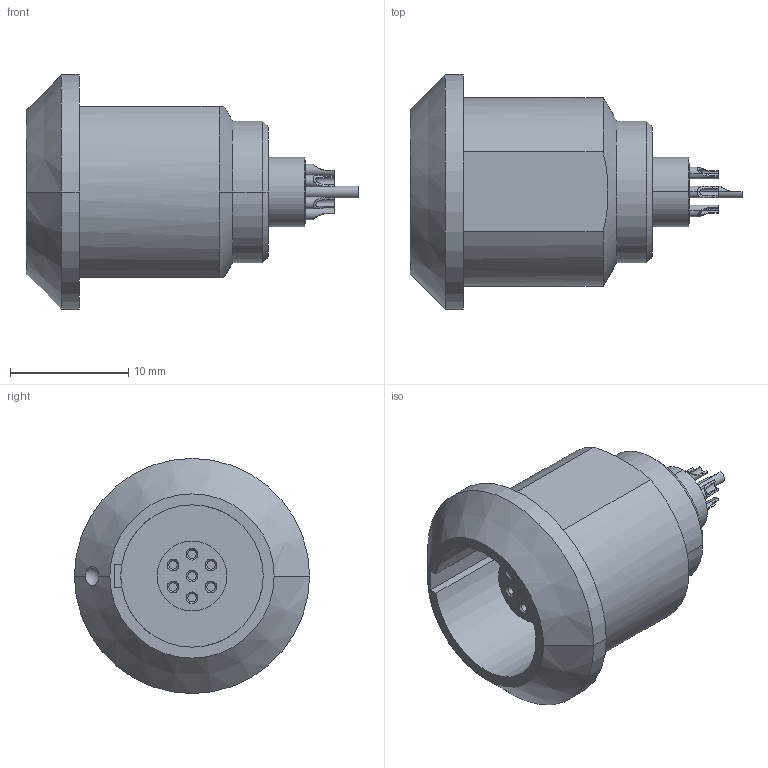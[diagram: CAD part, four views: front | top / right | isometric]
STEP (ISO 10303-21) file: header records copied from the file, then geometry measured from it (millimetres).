
FILE_DESCRIPTION((''),'2;1');
FILE_NAME('G11K0C-P07L','2013-01-22T',('rtrager'),(''),'PRO/ENGINEER BY PARAMETRIC TECHNOLOGY CORPORATION, 2010330','PRO/ENGINEER BY PARAMETRIC TECHNOLOGY CORPORATION, 2010330','');
FILE_SCHEMA(('CONFIG_CONTROL_DESIGN'));
Length unit declared in the file: millimetre
Products named in the file (1): G11K0C-P07L
Bounding box: 28.1 x 19.9 x 19.9 mm (x, y, z)
Volume: 2586.7 mm3; surface area: 2515.2 mm2
Topology: 1 solids, 1 shells, 142 faces, 341 edges, 218 vertices
Faces by surface type: cylinder 67, plane 40, cone 20, bspline 8, torus 6, sphere 1
Entity records: 4977 total; most frequent: CARTESIAN_POINT 1587, DIRECTION 729, ORIENTED_EDGE 678, EDGE_CURVE 339, AXIS2_PLACEMENT_3D 294, VERTEX_POINT 218, EDGE_LOOP 161, CIRCLE 160
